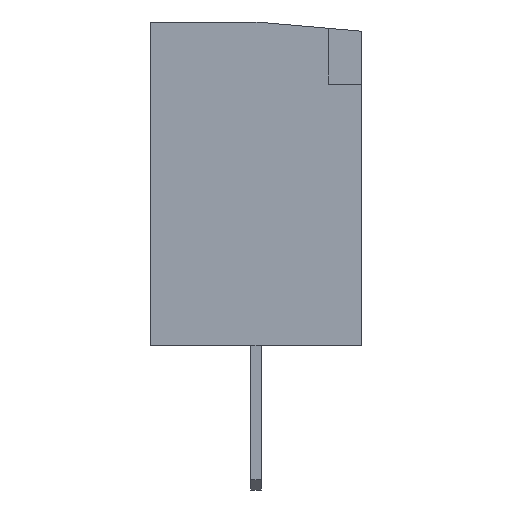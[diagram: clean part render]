
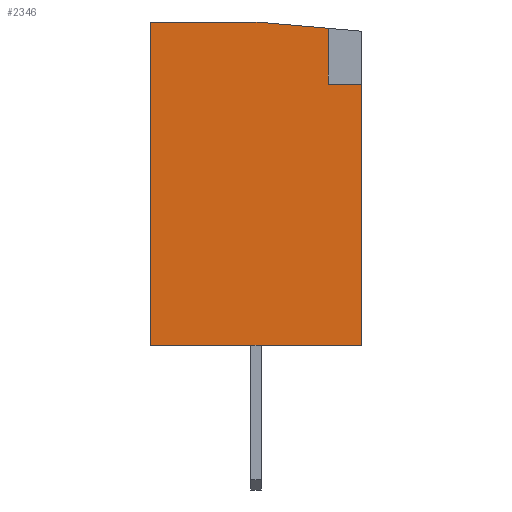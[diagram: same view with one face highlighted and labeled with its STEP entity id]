
A CAD part, left-side view. The second image highlights one B-rep face of the part: STEP entity #2346.
In plain terms, the highlighted planar face has unit normal (-1, 0, 0).
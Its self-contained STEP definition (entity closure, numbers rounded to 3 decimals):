
#1721 = VERTEX_POINT('',#1722);
#1722 = CARTESIAN_POINT('',(-2.28,2.54,0.));
#1731 = PLANE('',#1732);
#1732 = AXIS2_PLACEMENT_3D('',#1733,#1734,#1735);
#1733 = CARTESIAN_POINT('',(-2.28,2.54,0.));
#1734 = DIRECTION('',(0.,1.,0.));
#1735 = DIRECTION('',(1.,0.,0.));
#1743 = PLANE('',#1744);
#1744 = AXIS2_PLACEMENT_3D('',#1745,#1746,#1747);
#1745 = CARTESIAN_POINT('',(7.62,0.,0.));
#1746 = DIRECTION('',(-0.,-0.,-1.));
#1747 = DIRECTION('',(-1.,0.,0.));
#1755 = EDGE_CURVE('',#1721,#1756,#1758,.T.);
#1756 = VERTEX_POINT('',#1757);
#1757 = CARTESIAN_POINT('',(-2.28,2.54,7.8));
#1758 = SURFACE_CURVE('',#1759,(#1763,#1770),.PCURVE_S1.);
#1759 = LINE('',#1760,#1761);
#1760 = CARTESIAN_POINT('',(-2.28,2.54,0.));
#1761 = VECTOR('',#1762,1.);
#1762 = DIRECTION('',(0.,0.,1.));
#1763 = PCURVE('',#1731,#1764);
#1764 = DEFINITIONAL_REPRESENTATION('',(#1765),#1769);
#1765 = LINE('',#1766,#1767);
#1766 = CARTESIAN_POINT('',(0.,0.));
#1767 = VECTOR('',#1768,1.);
#1768 = DIRECTION('',(0.,-1.));
#1769 = ( GEOMETRIC_REPRESENTATION_CONTEXT(2) 
PARAMETRIC_REPRESENTATION_CONTEXT() REPRESENTATION_CONTEXT('2D SPACE',''
  ) );
#1770 = PCURVE('',#1771,#1776);
#1771 = PLANE('',#1772);
#1772 = AXIS2_PLACEMENT_3D('',#1773,#1774,#1775);
#1773 = CARTESIAN_POINT('',(-2.28,-2.54,0.));
#1774 = DIRECTION('',(-1.,0.,0.));
#1775 = DIRECTION('',(0.,1.,0.));
#1776 = DEFINITIONAL_REPRESENTATION('',(#1777),#1781);
#1777 = LINE('',#1778,#1779);
#1778 = CARTESIAN_POINT('',(5.08,0.));
#1779 = VECTOR('',#1780,1.);
#1780 = DIRECTION('',(0.,-1.));
#1781 = ( GEOMETRIC_REPRESENTATION_CONTEXT(2) 
PARAMETRIC_REPRESENTATION_CONTEXT() REPRESENTATION_CONTEXT('2D SPACE',''
  ) );
#1799 = PLANE('',#1800);
#1800 = AXIS2_PLACEMENT_3D('',#1801,#1802,#1803);
#1801 = CARTESIAN_POINT('',(7.62,0.,7.8));
#1802 = DIRECTION('',(-0.,-0.,-1.));
#1803 = DIRECTION('',(-1.,0.,0.));
#1952 = EDGE_CURVE('',#1953,#1721,#1955,.T.);
#1953 = VERTEX_POINT('',#1954);
#1954 = CARTESIAN_POINT('',(-2.28,-2.54,0.));
#1955 = SURFACE_CURVE('',#1956,(#1960,#1967),.PCURVE_S1.);
#1956 = LINE('',#1957,#1958);
#1957 = CARTESIAN_POINT('',(-2.28,-2.54,0.));
#1958 = VECTOR('',#1959,1.);
#1959 = DIRECTION('',(0.,1.,0.));
#1960 = PCURVE('',#1743,#1961);
#1961 = DEFINITIONAL_REPRESENTATION('',(#1962),#1966);
#1962 = LINE('',#1963,#1964);
#1963 = CARTESIAN_POINT('',(9.9,-2.54));
#1964 = VECTOR('',#1965,1.);
#1965 = DIRECTION('',(0.,1.));
#1966 = ( GEOMETRIC_REPRESENTATION_CONTEXT(2) 
PARAMETRIC_REPRESENTATION_CONTEXT() REPRESENTATION_CONTEXT('2D SPACE',''
  ) );
#1967 = PCURVE('',#1771,#1968);
#1968 = DEFINITIONAL_REPRESENTATION('',(#1969),#1973);
#1969 = LINE('',#1970,#1971);
#1970 = CARTESIAN_POINT('',(0.,0.));
#1971 = VECTOR('',#1972,1.);
#1972 = DIRECTION('',(1.,0.));
#1973 = ( GEOMETRIC_REPRESENTATION_CONTEXT(2) 
PARAMETRIC_REPRESENTATION_CONTEXT() REPRESENTATION_CONTEXT('2D SPACE',''
  ) );
#2013 = PLANE('',#2014);
#2014 = AXIS2_PLACEMENT_3D('',#2015,#2016,#2017);
#2015 = CARTESIAN_POINT('',(17.52,-2.54,0.));
#2016 = DIRECTION('',(0.,-1.,0.));
#2017 = DIRECTION('',(-1.,0.,0.));
#2265 = PLANE('',#2266);
#2266 = AXIS2_PLACEMENT_3D('',#2267,#2268,#2269);
#2267 = CARTESIAN_POINT('',(17.52,0.,7.8));
#2268 = DIRECTION('',(0.,-0.087,0.996));
#2269 = DIRECTION('',(0.,-0.996,-0.087));
#2301 = EDGE_CURVE('',#2302,#1756,#2304,.T.);
#2302 = VERTEX_POINT('',#2303);
#2303 = CARTESIAN_POINT('',(-2.28,0.,7.8));
#2304 = SURFACE_CURVE('',#2305,(#2309,#2316),.PCURVE_S1.);
#2305 = LINE('',#2306,#2307);
#2306 = CARTESIAN_POINT('',(-2.28,-2.54,7.8));
#2307 = VECTOR('',#2308,1.);
#2308 = DIRECTION('',(0.,1.,0.));
#2309 = PCURVE('',#1799,#2310);
#2310 = DEFINITIONAL_REPRESENTATION('',(#2311),#2315);
#2311 = LINE('',#2312,#2313);
#2312 = CARTESIAN_POINT('',(9.9,-2.54));
#2313 = VECTOR('',#2314,1.);
#2314 = DIRECTION('',(0.,1.));
#2315 = ( GEOMETRIC_REPRESENTATION_CONTEXT(2) 
PARAMETRIC_REPRESENTATION_CONTEXT() REPRESENTATION_CONTEXT('2D SPACE',''
  ) );
#2316 = PCURVE('',#1771,#2317);
#2317 = DEFINITIONAL_REPRESENTATION('',(#2318),#2322);
#2318 = LINE('',#2319,#2320);
#2319 = CARTESIAN_POINT('',(0.,-7.8));
#2320 = VECTOR('',#2321,1.);
#2321 = DIRECTION('',(1.,0.));
#2322 = ( GEOMETRIC_REPRESENTATION_CONTEXT(2) 
PARAMETRIC_REPRESENTATION_CONTEXT() REPRESENTATION_CONTEXT('2D SPACE',''
  ) );
#2346 = ADVANCED_FACE('',(#2347),#1771,.T.);
#2347 = FACE_BOUND('',#2348,.T.);
#2348 = EDGE_LOOP('',(#2349,#2350,#2373,#2401,#2429,#2450,#2451));
#2349 = ORIENTED_EDGE('',*,*,#1952,.F.);
#2350 = ORIENTED_EDGE('',*,*,#2351,.T.);
#2351 = EDGE_CURVE('',#1953,#2352,#2354,.T.);
#2352 = VERTEX_POINT('',#2353);
#2353 = CARTESIAN_POINT('',(-2.28,-2.54,6.3));
#2354 = SURFACE_CURVE('',#2355,(#2359,#2366),.PCURVE_S1.);
#2355 = LINE('',#2356,#2357);
#2356 = CARTESIAN_POINT('',(-2.28,-2.54,0.));
#2357 = VECTOR('',#2358,1.);
#2358 = DIRECTION('',(0.,0.,1.));
#2359 = PCURVE('',#1771,#2360);
#2360 = DEFINITIONAL_REPRESENTATION('',(#2361),#2365);
#2361 = LINE('',#2362,#2363);
#2362 = CARTESIAN_POINT('',(0.,0.));
#2363 = VECTOR('',#2364,1.);
#2364 = DIRECTION('',(0.,-1.));
#2365 = ( GEOMETRIC_REPRESENTATION_CONTEXT(2) 
PARAMETRIC_REPRESENTATION_CONTEXT() REPRESENTATION_CONTEXT('2D SPACE',''
  ) );
#2366 = PCURVE('',#2013,#2367);
#2367 = DEFINITIONAL_REPRESENTATION('',(#2368),#2372);
#2368 = LINE('',#2369,#2370);
#2369 = CARTESIAN_POINT('',(19.8,0.));
#2370 = VECTOR('',#2371,1.);
#2371 = DIRECTION('',(0.,-1.));
#2372 = ( GEOMETRIC_REPRESENTATION_CONTEXT(2) 
PARAMETRIC_REPRESENTATION_CONTEXT() REPRESENTATION_CONTEXT('2D SPACE',''
  ) );
#2373 = ORIENTED_EDGE('',*,*,#2374,.T.);
#2374 = EDGE_CURVE('',#2352,#2375,#2377,.T.);
#2375 = VERTEX_POINT('',#2376);
#2376 = CARTESIAN_POINT('',(-2.28,-1.74,6.3));
#2377 = SURFACE_CURVE('',#2378,(#2382,#2389),.PCURVE_S1.);
#2378 = LINE('',#2379,#2380);
#2379 = CARTESIAN_POINT('',(-2.28,-2.54,6.3));
#2380 = VECTOR('',#2381,1.);
#2381 = DIRECTION('',(0.,1.,0.));
#2382 = PCURVE('',#1771,#2383);
#2383 = DEFINITIONAL_REPRESENTATION('',(#2384),#2388);
#2384 = LINE('',#2385,#2386);
#2385 = CARTESIAN_POINT('',(0.,-6.3));
#2386 = VECTOR('',#2387,1.);
#2387 = DIRECTION('',(1.,0.));
#2388 = ( GEOMETRIC_REPRESENTATION_CONTEXT(2) 
PARAMETRIC_REPRESENTATION_CONTEXT() REPRESENTATION_CONTEXT('2D SPACE',''
  ) );
#2389 = PCURVE('',#2390,#2395);
#2390 = PLANE('',#2391);
#2391 = AXIS2_PLACEMENT_3D('',#2392,#2393,#2394);
#2392 = CARTESIAN_POINT('',(-1.48,-2.54,6.3));
#2393 = DIRECTION('',(0.,0.,1.));
#2394 = DIRECTION('',(-1.,0.,0.));
#2395 = DEFINITIONAL_REPRESENTATION('',(#2396),#2400);
#2396 = LINE('',#2397,#2398);
#2397 = CARTESIAN_POINT('',(0.8,0.));
#2398 = VECTOR('',#2399,1.);
#2399 = DIRECTION('',(0.,-1.));
#2400 = ( GEOMETRIC_REPRESENTATION_CONTEXT(2) 
PARAMETRIC_REPRESENTATION_CONTEXT() REPRESENTATION_CONTEXT('2D SPACE',''
  ) );
#2401 = ORIENTED_EDGE('',*,*,#2402,.T.);
#2402 = EDGE_CURVE('',#2375,#2403,#2405,.T.);
#2403 = VERTEX_POINT('',#2404);
#2404 = CARTESIAN_POINT('',(-2.28,-1.74,7.648));
#2405 = SURFACE_CURVE('',#2406,(#2410,#2417),.PCURVE_S1.);
#2406 = LINE('',#2407,#2408);
#2407 = CARTESIAN_POINT('',(-2.28,-1.74,6.3));
#2408 = VECTOR('',#2409,1.);
#2409 = DIRECTION('',(0.,0.,1.));
#2410 = PCURVE('',#1771,#2411);
#2411 = DEFINITIONAL_REPRESENTATION('',(#2412),#2416);
#2412 = LINE('',#2413,#2414);
#2413 = CARTESIAN_POINT('',(0.8,-6.3));
#2414 = VECTOR('',#2415,1.);
#2415 = DIRECTION('',(0.,-1.));
#2416 = ( GEOMETRIC_REPRESENTATION_CONTEXT(2) 
PARAMETRIC_REPRESENTATION_CONTEXT() REPRESENTATION_CONTEXT('2D SPACE',''
  ) );
#2417 = PCURVE('',#2418,#2423);
#2418 = PLANE('',#2419);
#2419 = AXIS2_PLACEMENT_3D('',#2420,#2421,#2422);
#2420 = CARTESIAN_POINT('',(-1.88,-1.74,7.05));
#2421 = DIRECTION('',(0.,1.,0.));
#2422 = DIRECTION('',(0.,0.,1.));
#2423 = DEFINITIONAL_REPRESENTATION('',(#2424),#2428);
#2424 = LINE('',#2425,#2426);
#2425 = CARTESIAN_POINT('',(-0.75,-0.4));
#2426 = VECTOR('',#2427,1.);
#2427 = DIRECTION('',(1.,0.));
#2428 = ( GEOMETRIC_REPRESENTATION_CONTEXT(2) 
PARAMETRIC_REPRESENTATION_CONTEXT() REPRESENTATION_CONTEXT('2D SPACE',''
  ) );
#2429 = ORIENTED_EDGE('',*,*,#2430,.T.);
#2430 = EDGE_CURVE('',#2403,#2302,#2431,.T.);
#2431 = SURFACE_CURVE('',#2432,(#2436,#2443),.PCURVE_S1.);
#2432 = LINE('',#2433,#2434);
#2433 = CARTESIAN_POINT('',(-2.28,-1.599,7.66));
#2434 = VECTOR('',#2435,1.);
#2435 = DIRECTION('',(0.,0.996,0.087));
#2436 = PCURVE('',#1771,#2437);
#2437 = DEFINITIONAL_REPRESENTATION('',(#2438),#2442);
#2438 = LINE('',#2439,#2440);
#2439 = CARTESIAN_POINT('',(0.941,-7.66));
#2440 = VECTOR('',#2441,1.);
#2441 = DIRECTION('',(0.996,-0.087));
#2442 = ( GEOMETRIC_REPRESENTATION_CONTEXT(2) 
PARAMETRIC_REPRESENTATION_CONTEXT() REPRESENTATION_CONTEXT('2D SPACE',''
  ) );
#2443 = PCURVE('',#2265,#2444);
#2444 = DEFINITIONAL_REPRESENTATION('',(#2445),#2449);
#2445 = LINE('',#2446,#2447);
#2446 = CARTESIAN_POINT('',(1.605,-19.8));
#2447 = VECTOR('',#2448,1.);
#2448 = DIRECTION('',(-1.,0.));
#2449 = ( GEOMETRIC_REPRESENTATION_CONTEXT(2) 
PARAMETRIC_REPRESENTATION_CONTEXT() REPRESENTATION_CONTEXT('2D SPACE',''
  ) );
#2450 = ORIENTED_EDGE('',*,*,#2301,.T.);
#2451 = ORIENTED_EDGE('',*,*,#1755,.F.);
